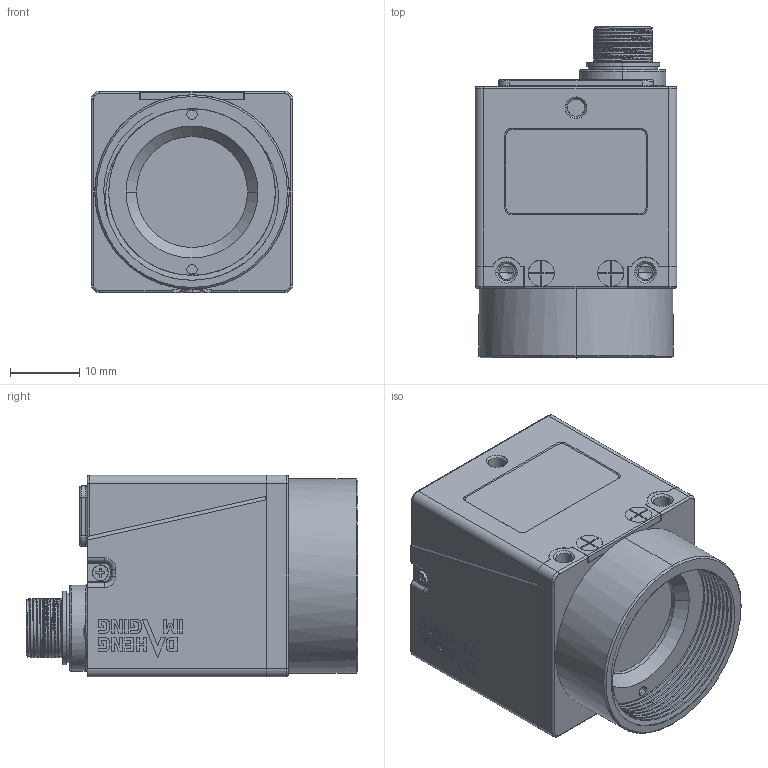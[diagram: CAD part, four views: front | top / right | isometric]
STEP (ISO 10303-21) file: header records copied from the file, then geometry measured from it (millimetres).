
FILE_DESCRIPTION (( 'STEP AP203' ), '1' );
FILE_NAME ('mer_u3_cs-mount_user_a1.0.STEP', '2020-11-23T09:43:08', ( '' ), ( '' ), 'SwSTEP 2.0', 'SolidWorks 2016', '' );
FILE_SCHEMA (( 'CONFIG_CONTROL_DESIGN' ));
Length unit declared in the file: millimetre
Products named in the file (1): mer_u3_cs-mount_user_a1.0
Bounding box: 29 x 47.8 x 29 mm (x, y, z)
Surface area: 19196.7 mm2 (no closed solid volume)
Topology: 0 solids, 308 shells, 2317 faces, 6963 edges, 4864 vertices
Faces by surface type: plane 1084, cylinder 784, bspline 220, cone 163, torus 59, sphere 7
Entity records: 101080 total; most frequent: CARTESIAN_POINT 41513, ORIENTED_EDGE 12201, DIRECTION 11456, EDGE_CURVE 6858, VERTEX_POINT 4856, VECTOR 3964, LINE 3964, AXIS2_PLACEMENT_3D 3746
